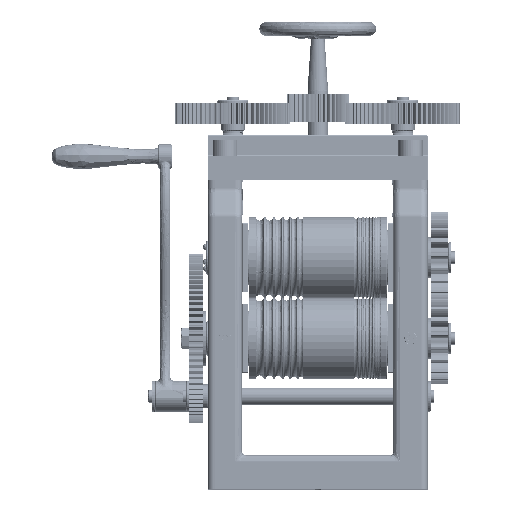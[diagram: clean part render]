
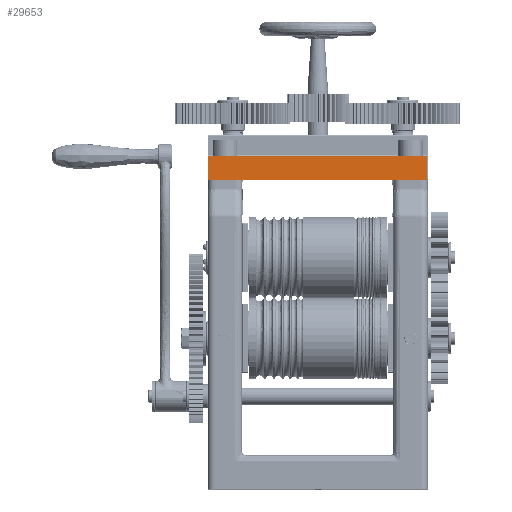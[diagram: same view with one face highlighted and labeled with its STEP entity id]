
A CAD part, top view. The second image highlights one B-rep face of the part: STEP entity #29653.
In plain terms, the highlighted free-form (B-spline) face has degree [1, 1] with [2, 2] control points.
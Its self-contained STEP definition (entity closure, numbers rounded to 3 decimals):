
#29653 = ADVANCED_FACE('',(#29654),#29688,.T.);
#29654 = FACE_BOUND('',#29655,.T.);
#29655 = EDGE_LOOP('',(#29656,#29666,#29674,#29682));
#29656 = ORIENTED_EDGE('',*,*,#29657,.T.);
#29657 = EDGE_CURVE('',#29658,#29660,#29662,.T.);
#29658 = VERTEX_POINT('',#29659);
#29659 = CARTESIAN_POINT('',(-28.673,231.355,
    306.531));
#29660 = VERTEX_POINT('',#29661);
#29661 = CARTESIAN_POINT('',(-28.673,197.355,
    306.531));
#29662 = LINE('',#29663,#29664);
#29663 = CARTESIAN_POINT('',(-28.673,231.355,
    306.531));
#29664 = VECTOR('',#29665,1.);
#29665 = DIRECTION('',(0.,-1.,0.));
#29666 = ORIENTED_EDGE('',*,*,#29667,.T.);
#29667 = EDGE_CURVE('',#29660,#29668,#29670,.T.);
#29668 = VERTEX_POINT('',#29669);
#29669 = CARTESIAN_POINT('',(-347.673,197.355,
    306.531));
#29670 = LINE('',#29671,#29672);
#29671 = CARTESIAN_POINT('',(-28.673,197.355,
    306.531));
#29672 = VECTOR('',#29673,1.);
#29673 = DIRECTION('',(-1.,0.,0.));
#29674 = ORIENTED_EDGE('',*,*,#29675,.T.);
#29675 = EDGE_CURVE('',#29668,#29676,#29678,.T.);
#29676 = VERTEX_POINT('',#29677);
#29677 = CARTESIAN_POINT('',(-347.673,231.355,
    306.531));
#29678 = LINE('',#29679,#29680);
#29679 = CARTESIAN_POINT('',(-347.673,197.355,
    306.531));
#29680 = VECTOR('',#29681,1.);
#29681 = DIRECTION('',(0.,1.,0.));
#29682 = ORIENTED_EDGE('',*,*,#29683,.T.);
#29683 = EDGE_CURVE('',#29676,#29658,#29684,.T.);
#29684 = LINE('',#29685,#29686);
#29685 = CARTESIAN_POINT('',(-347.673,231.355,
    306.531));
#29686 = VECTOR('',#29687,1.);
#29687 = DIRECTION('',(1.,0.,0.));
#29688 = B_SPLINE_SURFACE_WITH_KNOTS('',1,1,(
    (#29689,#29690)
    ,(#29691,#29692
    )),.UNSPECIFIED.,.F.,.F.,.F.,(2,2),(2,2),(0.,1.),(0.,1.),
  .PIECEWISE_BEZIER_KNOTS.);
#29689 = CARTESIAN_POINT('',(-28.673,197.355,
    306.531));
#29690 = CARTESIAN_POINT('',(-28.673,231.355,
    306.531));
#29691 = CARTESIAN_POINT('',(-347.673,197.355,
    306.531));
#29692 = CARTESIAN_POINT('',(-347.673,231.355,
    306.531));
